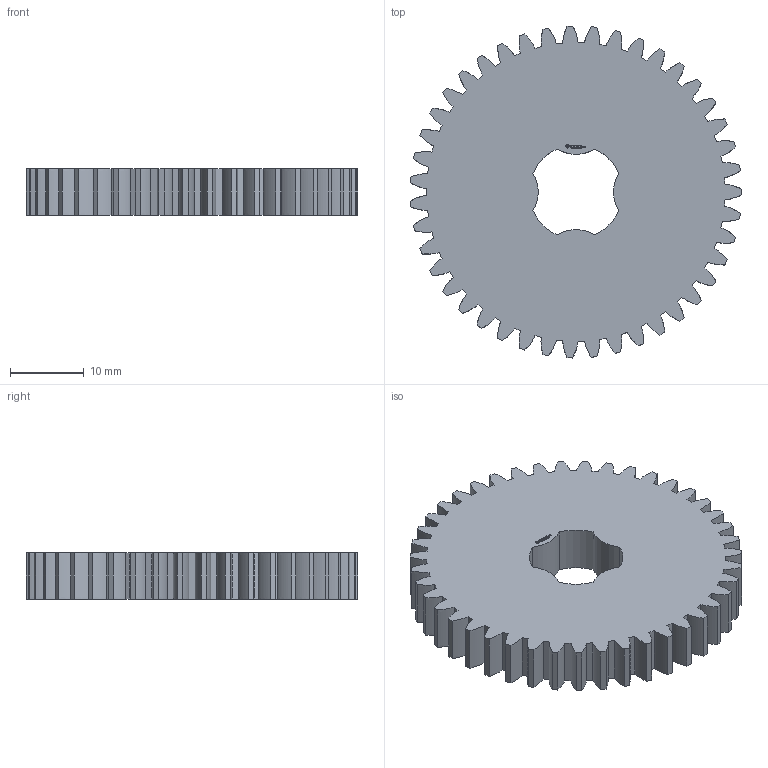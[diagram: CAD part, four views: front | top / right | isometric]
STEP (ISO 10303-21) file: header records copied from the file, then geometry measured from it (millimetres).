
FILE_DESCRIPTION(('FreeCAD Model'),'2;1');
FILE_NAME('Open CASCADE Shape Model','2024-03-10T00:33:44',(''),(''), 'Open CASCADE STEP processor 7.6','FreeCAD','Unknown');
FILE_SCHEMA(('AUTOMOTIVE_DESIGN { 1 0 10303 214 1 1 1 1 }'));
Products named in the file (1): Gear Wheel PLN TTH43 BU00.50 SFT-SHD - SPN-GWH-0150 (stemfie.org)
Bounding box: 44.96 x 44.99 x 6.25 mm (x, y, z)
Volume: 8319.6 mm3; surface area: 4637.3 mm2
Topology: 1 solids, 1 shells, 639 faces, 1821 edges, 1214 vertices
Faces by surface type: plane 319, extrusion 312, cylinder 8
Entity records: 56920 total; most frequent: CARTESIAN_POINT 18187, DIRECTION 5199, VECTOR 4495, LINE 4183, ORIENTED_EDGE 3642, PCURVE 3642, DEFINITIONAL_REPRESENTATION 3642, EDGE_CURVE 1821
